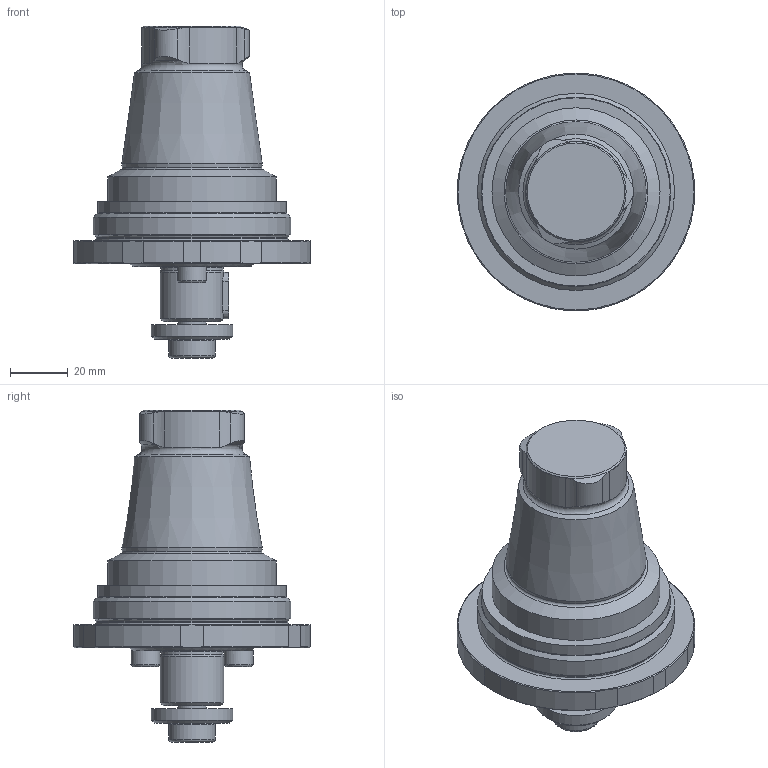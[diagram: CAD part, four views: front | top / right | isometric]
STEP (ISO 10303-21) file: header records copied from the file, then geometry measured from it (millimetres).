
FILE_DESCRIPTION(/* description */ ('Unknown'),/* implementation_level */ '2;1');
FILE_NAME(/* name */ '320250022',/* time_stamp */ '2020-08-07T10:05:05+02:00',/* author */ ('WTO KS'),/* organization */ ('WTO'),/* preprocessor_version */ 'ST-DEVELOPER v16.7',/* originating_system */ 'DEX',/* authorisation */ $);
FILE_SCHEMA (('AUTOMOTIVE_DESIGN {1 0 10303 214 3 1 1}'));
Length unit declared in the file: millimetre
Products named in the file (1): 090333_320250022_vereinfacht_STP_00416412
Bounding box: 81.6 x 81.8 x 114.5 mm (x, y, z)
Volume: 199136.4 mm3; surface area: 26618.8 mm2
Topology: 1 solids, 1 shells, 88 faces, 212 edges, 133 vertices
Faces by surface type: cylinder 34, plane 26, cone 19, torus 9
Full cylindrical faces by diameter (mm): 10 x3, 16 x1, 21.6 x1, 22 x1, 28 x1, 58 x1, 64.96 x1, 66.1 x1, 68 x1
Entity records: 2365 total; most frequent: CARTESIAN_POINT 533, DIRECTION 377, ORIENTED_EDGE 328, AXIS2_PLACEMENT_3D 168, EDGE_CURVE 164, EDGE_LOOP 130, FACE_BOUND 130, VERTEX_POINT 120
